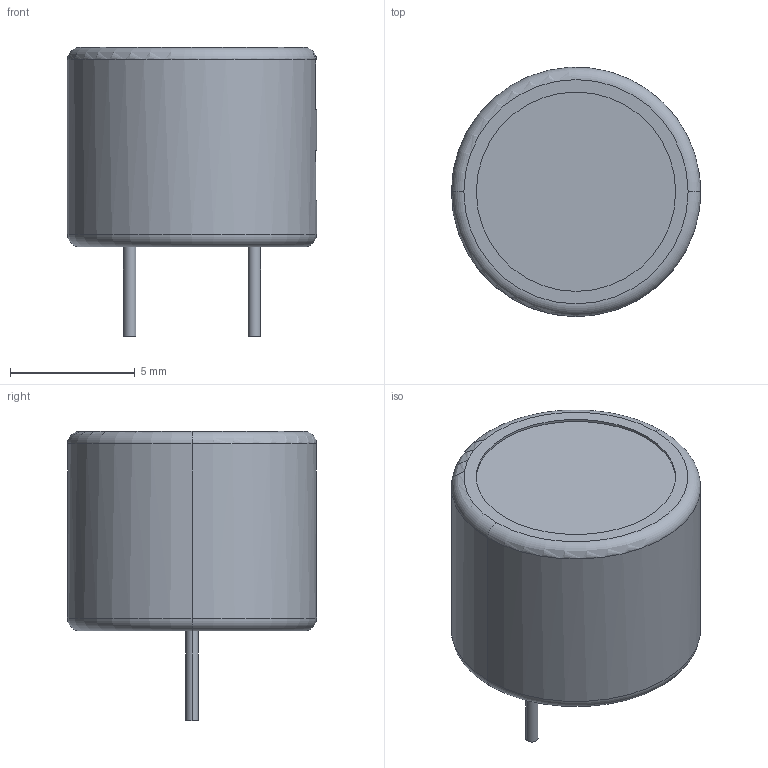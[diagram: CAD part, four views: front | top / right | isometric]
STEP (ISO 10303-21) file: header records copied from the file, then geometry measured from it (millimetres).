
FILE_DESCRIPTION((''),'2;1');
FILE_NAME('CAPPR500-1000X800.stp','2011-03-07T14:05:24',(''),(''),'Mechanical Desktop 2011','Mechanical Desktop 2011',', , ');
FILE_SCHEMA(('AUTOMOTIVE_DESIGN { 1 2 10303 214 1 1 1 1 }'));
Length unit declared in the file: millimetre
Products named in the file (1): Product
Bounding box: 10 x 10 x 11.6 mm (x, y, z)
Volume: 611.4 mm3; surface area: 637.6 mm2
Topology: 7 solids, 7 shells, 52 faces, 103 edges, 67 vertices
Faces by surface type: plane 28, cylinder 20, torus 4
Entity records: 1416 total; most frequent: DIRECTION 265, CARTESIAN_POINT 223, ORIENTED_EDGE 206, AXIS2_PLACEMENT_3D 109, EDGE_CURVE 103, VERTEX_POINT 67, CIRCLE 56, EDGE_LOOP 54
